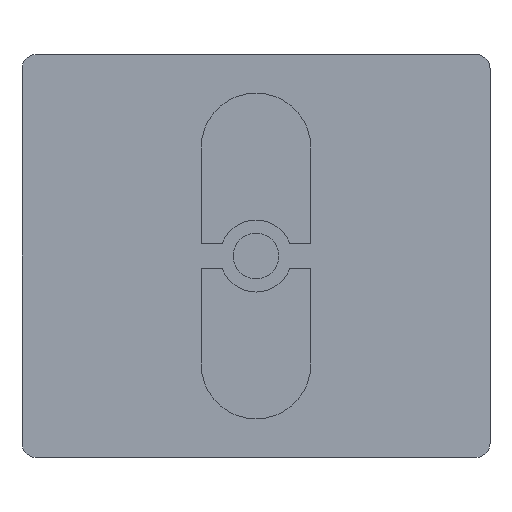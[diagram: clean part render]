
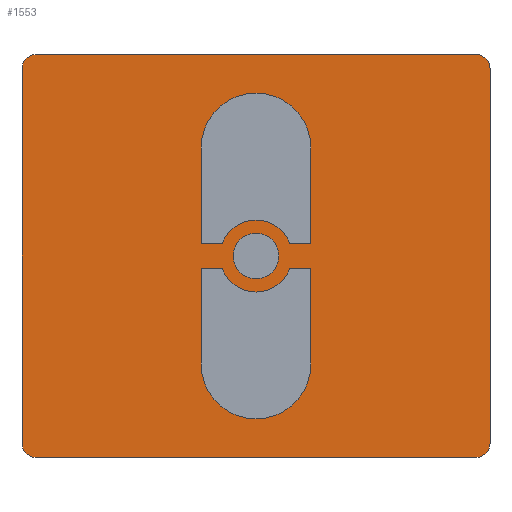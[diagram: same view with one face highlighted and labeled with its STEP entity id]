
A CAD part, front view. The second image highlights one B-rep face of the part: STEP entity #1553.
In plain terms, the highlighted planar face has unit normal (0, -1, 0).
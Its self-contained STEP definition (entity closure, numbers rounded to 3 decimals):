
#19=FACE_BOUND('',#260,.T.);
#20=FACE_BOUND('',#261,.T.);
#21=FACE_BOUND('',#262,.T.);
#45=CIRCLE('',#1653,5.);
#47=CIRCLE('',#1658,7.625);
#49=CIRCLE('',#1663,5.);
#51=CIRCLE('',#1668,7.625);
#65=CIRCLE('',#1697,3.175);
#67=CIRCLE('',#1700,2.);
#68=CIRCLE('',#1701,2.);
#69=CIRCLE('',#1702,2.);
#70=CIRCLE('',#1703,2.);
#162=FACE_OUTER_BOUND('',#259,.T.);
#259=EDGE_LOOP('',(#1200,#1201,#1202,#1203,#1204,#1205,#1206,#1207));
#260=EDGE_LOOP('',(#1208,#1209,#1210,#1211,#1212,#1213));
#261=EDGE_LOOP('',(#1214,#1215,#1216,#1217,#1218,#1219));
#262=EDGE_LOOP('',(#1220));
#367=LINE('',#2334,#533);
#371=LINE('',#2342,#537);
#375=LINE('',#2354,#541);
#378=LINE('',#2360,#544);
#381=LINE('',#2371,#547);
#386=LINE('',#2385,#552);
#389=LINE('',#2391,#555);
#393=LINE('',#2402,#559);
#402=LINE('',#2456,#568);
#403=LINE('',#2460,#569);
#404=LINE('',#2464,#570);
#405=LINE('',#2468,#571);
#533=VECTOR('',#1882,10.);
#537=VECTOR('',#1888,10.);
#541=VECTOR('',#1900,10.);
#544=VECTOR('',#1905,10.);
#547=VECTOR('',#1918,10.);
#552=VECTOR('',#1931,10.);
#555=VECTOR('',#1936,10.);
#559=VECTOR('',#1948,10.);
#568=VECTOR('',#2015,10.);
#569=VECTOR('',#2018,10.);
#570=VECTOR('',#2021,10.);
#571=VECTOR('',#2024,10.);
#687=VERTEX_POINT('',#2332);
#688=VERTEX_POINT('',#2333);
#691=VERTEX_POINT('',#2341);
#693=VERTEX_POINT('',#2347);
#695=VERTEX_POINT('',#2353);
#697=VERTEX_POINT('',#2359);
#699=VERTEX_POINT('',#2369);
#700=VERTEX_POINT('',#2370);
#703=VERTEX_POINT('',#2378);
#705=VERTEX_POINT('',#2384);
#707=VERTEX_POINT('',#2390);
#709=VERTEX_POINT('',#2396);
#723=VERTEX_POINT('',#2448);
#725=VERTEX_POINT('',#2454);
#726=VERTEX_POINT('',#2455);
#727=VERTEX_POINT('',#2457);
#728=VERTEX_POINT('',#2459);
#729=VERTEX_POINT('',#2461);
#730=VERTEX_POINT('',#2463);
#731=VERTEX_POINT('',#2465);
#732=VERTEX_POINT('',#2467);
#849=EDGE_CURVE('',#687,#688,#367,.T.);
#853=EDGE_CURVE('',#691,#687,#371,.T.);
#856=EDGE_CURVE('',#693,#691,#45,.T.);
#859=EDGE_CURVE('',#695,#693,#375,.T.);
#862=EDGE_CURVE('',#697,#695,#378,.T.);
#865=EDGE_CURVE('',#688,#697,#47,.T.);
#867=EDGE_CURVE('',#699,#700,#381,.T.);
#871=EDGE_CURVE('',#703,#699,#49,.T.);
#874=EDGE_CURVE('',#705,#703,#386,.T.);
#877=EDGE_CURVE('',#707,#705,#389,.T.);
#880=EDGE_CURVE('',#709,#707,#51,.T.);
#883=EDGE_CURVE('',#700,#709,#393,.T.);
#903=EDGE_CURVE('',#723,#723,#65,.T.);
#906=EDGE_CURVE('',#725,#726,#402,.T.);
#907=EDGE_CURVE('',#726,#727,#67,.T.);
#908=EDGE_CURVE('',#727,#728,#403,.T.);
#909=EDGE_CURVE('',#728,#729,#68,.T.);
#910=EDGE_CURVE('',#729,#730,#404,.T.);
#911=EDGE_CURVE('',#730,#731,#69,.T.);
#912=EDGE_CURVE('',#731,#732,#405,.T.);
#913=EDGE_CURVE('',#732,#725,#70,.T.);
#1200=ORIENTED_EDGE('',*,*,#906,.T.);
#1201=ORIENTED_EDGE('',*,*,#907,.T.);
#1202=ORIENTED_EDGE('',*,*,#908,.T.);
#1203=ORIENTED_EDGE('',*,*,#909,.T.);
#1204=ORIENTED_EDGE('',*,*,#910,.T.);
#1205=ORIENTED_EDGE('',*,*,#911,.T.);
#1206=ORIENTED_EDGE('',*,*,#912,.T.);
#1207=ORIENTED_EDGE('',*,*,#913,.T.);
#1208=ORIENTED_EDGE('',*,*,#849,.T.);
#1209=ORIENTED_EDGE('',*,*,#865,.T.);
#1210=ORIENTED_EDGE('',*,*,#862,.T.);
#1211=ORIENTED_EDGE('',*,*,#859,.T.);
#1212=ORIENTED_EDGE('',*,*,#856,.T.);
#1213=ORIENTED_EDGE('',*,*,#853,.T.);
#1214=ORIENTED_EDGE('',*,*,#867,.T.);
#1215=ORIENTED_EDGE('',*,*,#883,.T.);
#1216=ORIENTED_EDGE('',*,*,#880,.T.);
#1217=ORIENTED_EDGE('',*,*,#877,.T.);
#1218=ORIENTED_EDGE('',*,*,#874,.T.);
#1219=ORIENTED_EDGE('',*,*,#871,.T.);
#1220=ORIENTED_EDGE('',*,*,#903,.T.);
#1468=PLANE('',#1699);
#1553=ADVANCED_FACE('',(#162,#19,#20,#21),#1468,.T.);
#1653=AXIS2_PLACEMENT_3D('',#2348,#1893,#1894);
#1658=AXIS2_PLACEMENT_3D('',#2365,#1910,#1911);
#1663=AXIS2_PLACEMENT_3D('',#2379,#1924,#1925);
#1668=AXIS2_PLACEMENT_3D('',#2397,#1941,#1942);
#1697=AXIS2_PLACEMENT_3D('',#2449,#2008,#2009);
#1699=AXIS2_PLACEMENT_3D('',#2453,#2013,#2014);
#1700=AXIS2_PLACEMENT_3D('',#2458,#2016,#2017);
#1701=AXIS2_PLACEMENT_3D('',#2462,#2019,#2020);
#1702=AXIS2_PLACEMENT_3D('',#2466,#2022,#2023);
#1703=AXIS2_PLACEMENT_3D('',#2469,#2025,#2026);
#1882=DIRECTION('',(0.,0.,1.));
#1888=DIRECTION('',(-1.,0.,0.));
#1893=DIRECTION('center_axis',(0.,-1.,0.));
#1894=DIRECTION('ref_axis',(-1.,0.,0.));
#1900=DIRECTION('',(-1.,0.,0.));
#1905=DIRECTION('',(0.,0.,-1.));
#1910=DIRECTION('center_axis',(0.,1.,0.));
#1911=DIRECTION('ref_axis',(1.,0.,0.));
#1918=DIRECTION('',(1.,0.,0.));
#1924=DIRECTION('center_axis',(0.,-1.,0.));
#1925=DIRECTION('ref_axis',(-1.,0.,0.));
#1931=DIRECTION('',(1.,0.,0.));
#1936=DIRECTION('',(0.,0.,1.));
#1941=DIRECTION('center_axis',(0.,1.,0.));
#1942=DIRECTION('ref_axis',(1.,0.,0.));
#1948=DIRECTION('',(0.,0.,-1.));
#2008=DIRECTION('center_axis',(0.,1.,0.));
#2009=DIRECTION('ref_axis',(-1.,0.,0.));
#2013=DIRECTION('center_axis',(0.,-1.,0.));
#2014=DIRECTION('ref_axis',(0.,0.,-1.));
#2015=DIRECTION('',(0.,0.,-1.));
#2016=DIRECTION('center_axis',(0.,-1.,0.));
#2017=DIRECTION('ref_axis',(-1.,0.,0.));
#2018=DIRECTION('',(1.,0.,0.));
#2019=DIRECTION('center_axis',(0.,-1.,0.));
#2020=DIRECTION('ref_axis',(0.,0.,-1.));
#2021=DIRECTION('',(0.,0.,1.));
#2022=DIRECTION('center_axis',(0.,-1.,0.));
#2023=DIRECTION('ref_axis',(1.,0.,0.));
#2024=DIRECTION('',(-1.,0.,0.));
#2025=DIRECTION('center_axis',(0.,-1.,0.));
#2026=DIRECTION('ref_axis',(0.,0.,1.));
#2332=CARTESIAN_POINT('',(-7.625,-5.,1.75));
#2333=CARTESIAN_POINT('',(-7.625,-5.,15.));
#2334=CARTESIAN_POINT('',(-7.625,-5.,0.875));
#2341=CARTESIAN_POINT('',(-4.684,-5.,1.75));
#2342=CARTESIAN_POINT('',(-2.342,-5.,1.75));
#2347=CARTESIAN_POINT('',(4.684,-5.,1.75));
#2348=CARTESIAN_POINT('Origin',(0.,-5.,0.));
#2353=CARTESIAN_POINT('',(7.625,-5.,1.75));
#2354=CARTESIAN_POINT('',(3.813,-5.,1.75));
#2359=CARTESIAN_POINT('',(7.625,-5.,15.));
#2360=CARTESIAN_POINT('',(7.625,-5.,7.5));
#2365=CARTESIAN_POINT('Origin',(0.,-5.,15.));
#2369=CARTESIAN_POINT('',(4.684,-5.,-1.75));
#2370=CARTESIAN_POINT('',(7.625,-5.,-1.75));
#2371=CARTESIAN_POINT('',(2.342,-5.,-1.75));
#2378=CARTESIAN_POINT('',(-4.684,-5.,-1.75));
#2379=CARTESIAN_POINT('Origin',(0.,-5.,0.));
#2384=CARTESIAN_POINT('',(-7.625,-5.,-1.75));
#2385=CARTESIAN_POINT('',(-3.813,-5.,-1.75));
#2390=CARTESIAN_POINT('',(-7.625,-5.,-15.));
#2391=CARTESIAN_POINT('',(-7.625,-5.,-7.5));
#2396=CARTESIAN_POINT('',(7.625,-5.,-15.));
#2397=CARTESIAN_POINT('Origin',(0.,-5.,-15.));
#2402=CARTESIAN_POINT('',(7.625,-5.,-0.875));
#2448=CARTESIAN_POINT('',(3.175,-5.,0.));
#2449=CARTESIAN_POINT('Origin',(0.,-5.,0.));
#2453=CARTESIAN_POINT('Origin',(0.,-5.,0.));
#2454=CARTESIAN_POINT('',(-32.5,-5.,26.));
#2455=CARTESIAN_POINT('',(-32.5,-5.,-26.));
#2456=CARTESIAN_POINT('',(-32.5,-5.,26.));
#2457=CARTESIAN_POINT('',(-30.5,-5.,-28.));
#2458=CARTESIAN_POINT('Origin',(-30.5,-5.,-26.));
#2459=CARTESIAN_POINT('',(30.5,-5.,-28.));
#2460=CARTESIAN_POINT('',(-30.5,-5.,-28.));
#2461=CARTESIAN_POINT('',(32.5,-5.,-26.));
#2462=CARTESIAN_POINT('Origin',(30.5,-5.,-26.));
#2463=CARTESIAN_POINT('',(32.5,-5.,26.));
#2464=CARTESIAN_POINT('',(32.5,-5.,-26.));
#2465=CARTESIAN_POINT('',(30.5,-5.,28.));
#2466=CARTESIAN_POINT('Origin',(30.5,-5.,26.));
#2467=CARTESIAN_POINT('',(-30.5,-5.,28.));
#2468=CARTESIAN_POINT('',(30.5,-5.,28.));
#2469=CARTESIAN_POINT('Origin',(-30.5,-5.,26.));
